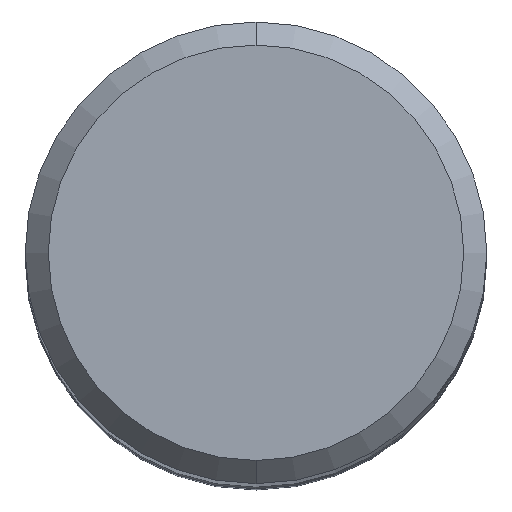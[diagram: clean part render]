
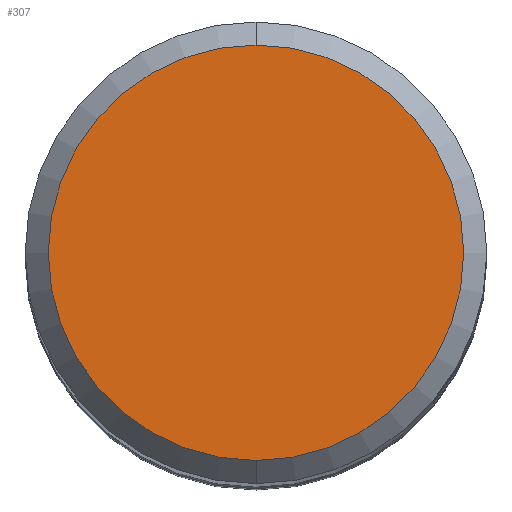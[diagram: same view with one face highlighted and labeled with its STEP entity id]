
A CAD part, top view. The second image highlights one B-rep face of the part: STEP entity #307.
In plain terms, the highlighted planar face has unit normal (0, 0, 1).
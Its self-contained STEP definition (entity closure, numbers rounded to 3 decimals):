
#215=VERTEX_POINT('',#543);
#307=ADVANCED_FACE('',(#641),#642,.T.);
#353=VERTEX_POINT('',#693);
#359=EDGE_CURVE('',#215,#353,#700,.T.);
#413=EDGE_CURVE('',#353,#215,#757,.T.);
#543=CARTESIAN_POINT('',(0.0,4.5,0.0));
#641=FACE_OUTER_BOUND('',#1091,.T.);
#642=PLANE('',#1092);
#693=CARTESIAN_POINT('',(0.,-4.5,0.0));
#700=CIRCLE('',#1217,4.5);
#757=CIRCLE('',#1383,4.5);
#1091=EDGE_LOOP('',(#1668,#1669));
#1092=AXIS2_PLACEMENT_3D('',#1670,#1671,#1672);
#1217=AXIS2_PLACEMENT_3D('',#1747,#1748,#1749);
#1383=AXIS2_PLACEMENT_3D('',#1804,#1805,#1806);
#1668=ORIENTED_EDGE('',*,*,#359,.F.);
#1669=ORIENTED_EDGE('',*,*,#413,.F.);
#1670=CARTESIAN_POINT('',(0.0,2.25,0.0));
#1671=DIRECTION('',(-0.0,0.0,1.0));
#1672=DIRECTION('',(0.0,-1.0,0.0));
#1747=CARTESIAN_POINT('',(0.0,0.0,0.0));
#1748=DIRECTION('',(0.0,0.0,-1.0));
#1749=DIRECTION('',(0.0,1.0,0.0));
#1804=CARTESIAN_POINT('',(0.0,0.0,0.0));
#1805=DIRECTION('',(0.0,0.0,-1.0));
#1806=DIRECTION('',(0.0,1.0,0.0));
